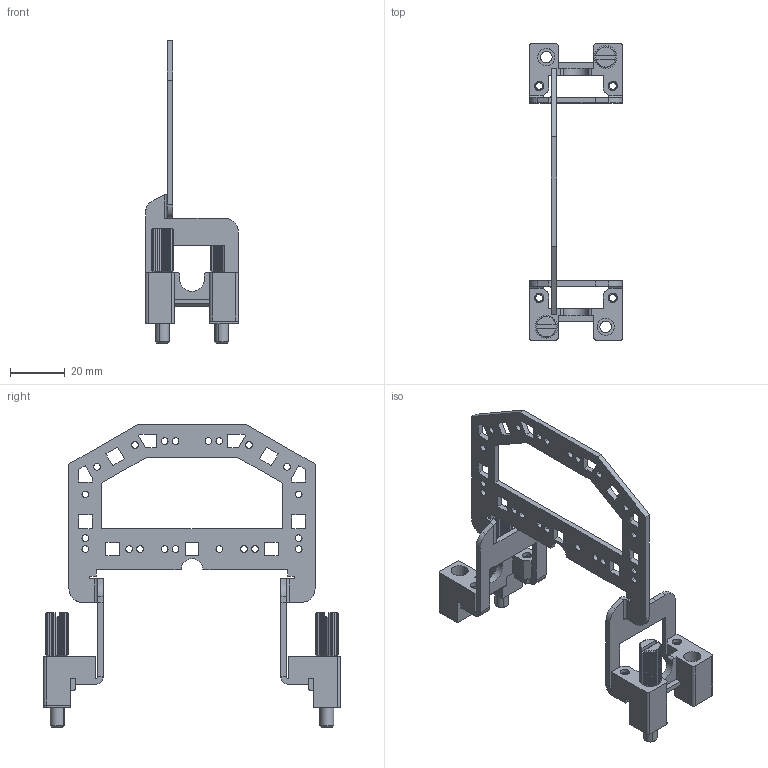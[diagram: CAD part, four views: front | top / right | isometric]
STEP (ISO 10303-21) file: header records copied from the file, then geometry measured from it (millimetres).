
FILE_DESCRIPTION(('CATIA V5 STEP Exchange','CAx-IF Rec.Pracs.--- Model Styling and Organization---1.4--- 2014-01-23'),'2;1');
FILE_NAME ('013416-2_1', '2019-02-28T13:10:34+00:00', ('none'), ('Weidmueller'), 'CATIA Version 5-6 Release 2016 SP3 HF44', 'CATIA V5 STEP AP214', 'none');
FILE_SCHEMA(('AUTOMOTIVE_DESIGN { 1 0 10303 214 1 1 1 1 }'));
Length unit declared in the file: millimetre
Products named in the file (1): 1444720000
Bounding box: 34 x 108.5 x 110.7 mm (x, y, z)
Volume: 18899.5 mm3; surface area: 19162.7 mm2
Topology: 1 solids, 1 shells, 500 faces, 1384 edges, 904 vertices
Faces by surface type: plane 335, cylinder 141, cone 20, torus 4
Entity records: 16069 total; most frequent: CARTESIAN_POINT 4255, ORIENTED_EDGE 2768, DIRECTION 1823, EDGE_CURVE 1384, VERTEX_POINT 904, VECTOR 799, LINE 799, AXIS2_PLACEMENT_3D 644
